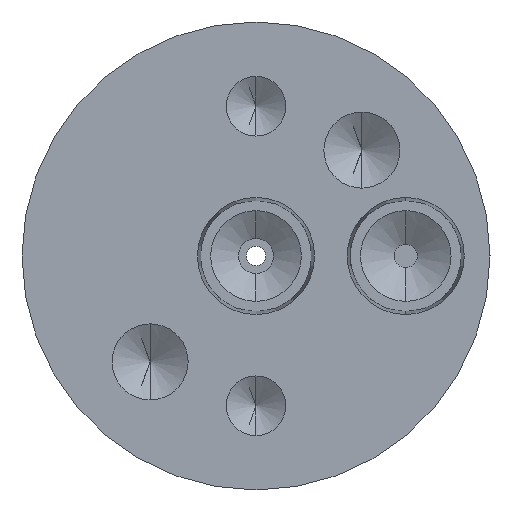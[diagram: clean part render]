
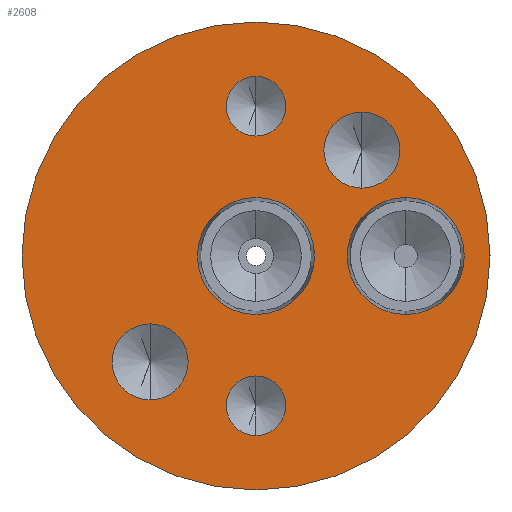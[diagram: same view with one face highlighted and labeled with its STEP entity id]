
A CAD part, front view. The second image highlights one B-rep face of the part: STEP entity #2608.
In plain terms, the highlighted planar face has unit normal (0, -1, 0).
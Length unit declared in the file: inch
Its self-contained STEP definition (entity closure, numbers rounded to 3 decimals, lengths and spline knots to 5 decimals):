
#5 = ORIENTED_EDGE ( 'NONE', *, *, #3146, .F. ) ;
#9 = DIRECTION ( 'NONE',  ( 0., 0., -1. ) ) ;
#74 = EDGE_LOOP ( 'NONE', ( #415, #2678 ) ) ;
#88 = DIRECTION ( 'NONE',  ( 0., -1., 0. ) ) ;
#138 = DIRECTION ( 'NONE',  ( 0., -1., 0. ) ) ;
#140 = ORIENTED_EDGE ( 'NONE', *, *, #1322, .F. ) ;
#147 = DIRECTION ( 'NONE',  ( 0., -1., 0. ) ) ;
#168 = CARTESIAN_POINT ( 'NONE',  ( 0.28284, -0.5, 0.18128 ) ) ;
#209 = CARTESIAN_POINT ( 'NONE',  ( 0., -0.5, 0.4 ) ) ;
#222 = EDGE_CURVE ( 'NONE', #342, #1192, #1005, .T. ) ;
#235 = EDGE_LOOP ( 'NONE', ( #2700, #1719 ) ) ;
#244 = CARTESIAN_POINT ( 'NONE',  ( 0.28284, -0.5, 0.38441 ) ) ;
#260 = VERTEX_POINT ( 'NONE', #1862 ) ;
#290 = CARTESIAN_POINT ( 'NONE',  ( 0., -0.5, 0.3205 ) ) ;
#298 = AXIS2_PLACEMENT_3D ( 'NONE', #2310, #147, #2353 ) ;
#300 = DIRECTION ( 'NONE',  ( 0., 0., -1. ) ) ;
#336 = EDGE_CURVE ( 'NONE', #2328, #2130, #1057, .T. ) ;
#342 = VERTEX_POINT ( 'NONE', #3058 ) ;
#415 = ORIENTED_EDGE ( 'NONE', *, *, #222, .F. ) ;
#439 = EDGE_CURVE ( 'NONE', #752, #260, #2748, .T. ) ;
#475 = CIRCLE ( 'NONE', #808, 0.10156 ) ;
#480 = CARTESIAN_POINT ( 'NONE',  ( 0., -0.5, -0.625 ) ) ;
#483 = ORIENTED_EDGE ( 'NONE', *, *, #3549, .F. ) ;
#500 = CIRCLE ( 'NONE', #3602, 0.0795 ) ;
#501 = CARTESIAN_POINT ( 'NONE',  ( 0., -0.5, -0.3205 ) ) ;
#527 = AXIS2_PLACEMENT_3D ( 'NONE', #1827, #3016, #300 ) ;
#544 = DIRECTION ( 'NONE',  ( 0., -1., 0. ) ) ;
#584 = FACE_BOUND ( 'NONE', #1659, .T. ) ;
#586 = ORIENTED_EDGE ( 'NONE', *, *, #2413, .F. ) ;
#715 = DIRECTION ( 'NONE',  ( 0., -1., 0. ) ) ;
#725 = VERTEX_POINT ( 'NONE', #2567 ) ;
#749 = DIRECTION ( 'NONE',  ( 0., -1., 0. ) ) ;
#752 = VERTEX_POINT ( 'NONE', #3241 ) ;
#779 = EDGE_CURVE ( 'NONE', #725, #1950, #2046, .T. ) ;
#808 = AXIS2_PLACEMENT_3D ( 'NONE', #2371, #715, #3579 ) ;
#828 = ORIENTED_EDGE ( 'NONE', *, *, #336, .F. ) ;
#845 = FACE_BOUND ( 'NONE', #235, .T. ) ;
#853 = DIRECTION ( 'NONE',  ( 0., -1., 0. ) ) ;
#885 = CARTESIAN_POINT ( 'NONE',  ( 0., -0.5, -0.4 ) ) ;
#907 = FACE_BOUND ( 'NONE', #2247, .T. ) ;
#994 = CARTESIAN_POINT ( 'NONE',  ( 0., -0.5, 0.15625 ) ) ;
#1005 = CIRCLE ( 'NONE', #298, 0.15625 ) ;
#1057 = CIRCLE ( 'NONE', #527, 0.10156 ) ;
#1096 = CARTESIAN_POINT ( 'NONE',  ( 0., -0.5, 0.625 ) ) ;
#1179 = FACE_OUTER_BOUND ( 'NONE', #3600, .T. ) ;
#1192 = VERTEX_POINT ( 'NONE', #994 ) ;
#1205 = ORIENTED_EDGE ( 'NONE', *, *, #2853, .F. ) ;
#1219 = FACE_BOUND ( 'NONE', #1263, .T. ) ;
#1263 = EDGE_LOOP ( 'NONE', ( #1907, #828 ) ) ;
#1322 = EDGE_CURVE ( 'NONE', #1950, #725, #500, .T. ) ;
#1326 = ORIENTED_EDGE ( 'NONE', *, *, #439, .F. ) ;
#1343 = CIRCLE ( 'NONE', #1809, 0.0795 ) ;
#1393 = AXIS2_PLACEMENT_3D ( 'NONE', #2091, #1774, #3003 ) ;
#1436 = CARTESIAN_POINT ( 'NONE',  ( 0., -0.5, 0. ) ) ;
#1531 = CIRCLE ( 'NONE', #1671, 0.10156 ) ;
#1570 = DIRECTION ( 'NONE',  ( 0., 0., -1. ) ) ;
#1627 = CARTESIAN_POINT ( 'NONE',  ( -0.28284, -0.5, -0.28284 ) ) ;
#1653 = AXIS2_PLACEMENT_3D ( 'NONE', #1871, #2159, #2475 ) ;
#1659 = EDGE_LOOP ( 'NONE', ( #1326, #5 ) ) ;
#1671 = AXIS2_PLACEMENT_3D ( 'NONE', #1627, #138, #2825 ) ;
#1719 = ORIENTED_EDGE ( 'NONE', *, *, #2481, .F. ) ;
#1757 = DIRECTION ( 'NONE',  ( 0., -1., 0. ) ) ;
#1765 = DIRECTION ( 'NONE',  ( 0., 0., -1. ) ) ;
#1772 = EDGE_LOOP ( 'NONE', ( #2611, #1205 ) ) ;
#1774 = DIRECTION ( 'NONE',  ( 0., -1., 0. ) ) ;
#1788 = DIRECTION ( 'NONE',  ( 0., 0., -1. ) ) ;
#1802 = DIRECTION ( 'NONE',  ( 0., 0., -1. ) ) ;
#1806 = AXIS2_PLACEMENT_3D ( 'NONE', #3649, #3342, #2451 ) ;
#1809 = AXIS2_PLACEMENT_3D ( 'NONE', #885, #3315, #2746 ) ;
#1827 = CARTESIAN_POINT ( 'NONE',  ( 0.28284, -0.5, 0.28284 ) ) ;
#1862 = CARTESIAN_POINT ( 'NONE',  ( 0.4, -0.5, 0.15625 ) ) ;
#1871 = CARTESIAN_POINT ( 'NONE',  ( 0., -0.5, 0. ) ) ;
#1905 = AXIS2_PLACEMENT_3D ( 'NONE', #2268, #749, #1963 ) ;
#1907 = ORIENTED_EDGE ( 'NONE', *, *, #3760, .F. ) ;
#1912 = AXIS2_PLACEMENT_3D ( 'NONE', #209, #2744, #1788 ) ;
#1950 = VERTEX_POINT ( 'NONE', #290 ) ;
#1963 = DIRECTION ( 'NONE',  ( 0., 0., -1. ) ) ;
#2046 = CIRCLE ( 'NONE', #1912, 0.0795 ) ;
#2075 = CARTESIAN_POINT ( 'NONE',  ( 0., -0.5, -0.4 ) ) ;
#2091 = CARTESIAN_POINT ( 'NONE',  ( -0.625, -0.5, 0. ) ) ;
#2130 = VERTEX_POINT ( 'NONE', #168 ) ;
#2159 = DIRECTION ( 'NONE',  ( 0., 1., 0. ) ) ;
#2167 = FACE_BOUND ( 'NONE', #1772, .T. ) ;
#2247 = EDGE_LOOP ( 'NONE', ( #140, #3562 ) ) ;
#2268 = CARTESIAN_POINT ( 'NONE',  ( 0.4, -0.5, 0. ) ) ;
#2310 = CARTESIAN_POINT ( 'NONE',  ( 0., -0.5, 0. ) ) ;
#2328 = VERTEX_POINT ( 'NONE', #244 ) ;
#2350 = VERTEX_POINT ( 'NONE', #2422 ) ;
#2353 = DIRECTION ( 'NONE',  ( 0., 0., -1. ) ) ;
#2371 = CARTESIAN_POINT ( 'NONE',  ( -0.28284, -0.5, -0.28284 ) ) ;
#2380 = CIRCLE ( 'NONE', #1653, 0.625 ) ;
#2393 = AXIS2_PLACEMENT_3D ( 'NONE', #2421, #853, #1765 ) ;
#2413 = EDGE_CURVE ( 'NONE', #3677, #3433, #2380, .T. ) ;
#2414 = DIRECTION ( 'NONE',  ( 0., 0., -1. ) ) ;
#2421 = CARTESIAN_POINT ( 'NONE',  ( 0.4, -0.5, 0. ) ) ;
#2422 = CARTESIAN_POINT ( 'NONE',  ( -0.28284, -0.5, -0.18128 ) ) ;
#2451 = DIRECTION ( 'NONE',  ( 0., 0., 1. ) ) ;
#2475 = DIRECTION ( 'NONE',  ( 0., 0., 1. ) ) ;
#2481 = EDGE_CURVE ( 'NONE', #2350, #2868, #475, .T. ) ;
#2485 = CARTESIAN_POINT ( 'NONE',  ( 0., -0.5, -0.4795 ) ) ;
#2567 = CARTESIAN_POINT ( 'NONE',  ( 0., -0.5, 0.4795 ) ) ;
#2576 = AXIS2_PLACEMENT_3D ( 'NONE', #1436, #544, #2414 ) ;
#2608 = ADVANCED_FACE ( 'NONE', ( #1219, #845, #907, #2167, #3882, #584, #1179 ), #3936, .T. ) ;
#2610 = EDGE_CURVE ( 'NONE', #1192, #342, #3212, .T. ) ;
#2611 = ORIENTED_EDGE ( 'NONE', *, *, #3785, .F. ) ;
#2678 = ORIENTED_EDGE ( 'NONE', *, *, #2610, .F. ) ;
#2700 = ORIENTED_EDGE ( 'NONE', *, *, #3615, .F. ) ;
#2744 = DIRECTION ( 'NONE',  ( 0., -1., 0. ) ) ;
#2746 = DIRECTION ( 'NONE',  ( 0., 0., -1. ) ) ;
#2748 = CIRCLE ( 'NONE', #1905, 0.15625 ) ;
#2825 = DIRECTION ( 'NONE',  ( 0., 0., -1. ) ) ;
#2853 = EDGE_CURVE ( 'NONE', #3437, #3483, #2893, .T. ) ;
#2868 = VERTEX_POINT ( 'NONE', #3938 ) ;
#2893 = CIRCLE ( 'NONE', #3771, 0.0795 ) ;
#2905 = AXIS2_PLACEMENT_3D ( 'NONE', #3644, #3680, #9 ) ;
#3003 = DIRECTION ( 'NONE',  ( 0., 0., -1. ) ) ;
#3016 = DIRECTION ( 'NONE',  ( 0., -1., 0. ) ) ;
#3024 = CIRCLE ( 'NONE', #2393, 0.15625 ) ;
#3058 = CARTESIAN_POINT ( 'NONE',  ( 0., -0.5, -0.15625 ) ) ;
#3146 = EDGE_CURVE ( 'NONE', #260, #752, #3024, .T. ) ;
#3154 = CIRCLE ( 'NONE', #1806, 0.625 ) ;
#3165 = CARTESIAN_POINT ( 'NONE',  ( 0., -0.5, 0.4 ) ) ;
#3212 = CIRCLE ( 'NONE', #2576, 0.15625 ) ;
#3241 = CARTESIAN_POINT ( 'NONE',  ( 0.4, -0.5, -0.15625 ) ) ;
#3281 = CIRCLE ( 'NONE', #2905, 0.10156 ) ;
#3315 = DIRECTION ( 'NONE',  ( 0., -1., 0. ) ) ;
#3342 = DIRECTION ( 'NONE',  ( 0., 1., 0. ) ) ;
#3433 = VERTEX_POINT ( 'NONE', #480 ) ;
#3437 = VERTEX_POINT ( 'NONE', #501 ) ;
#3483 = VERTEX_POINT ( 'NONE', #2485 ) ;
#3549 = EDGE_CURVE ( 'NONE', #3433, #3677, #3154, .T. ) ;
#3562 = ORIENTED_EDGE ( 'NONE', *, *, #779, .F. ) ;
#3579 = DIRECTION ( 'NONE',  ( 0., 0., -1. ) ) ;
#3600 = EDGE_LOOP ( 'NONE', ( #586, #483 ) ) ;
#3602 = AXIS2_PLACEMENT_3D ( 'NONE', #3165, #88, #1570 ) ;
#3615 = EDGE_CURVE ( 'NONE', #2868, #2350, #1531, .T. ) ;
#3644 = CARTESIAN_POINT ( 'NONE',  ( 0.28284, -0.5, 0.28284 ) ) ;
#3649 = CARTESIAN_POINT ( 'NONE',  ( 0., -0.5, 0. ) ) ;
#3677 = VERTEX_POINT ( 'NONE', #1096 ) ;
#3680 = DIRECTION ( 'NONE',  ( 0., -1., 0. ) ) ;
#3760 = EDGE_CURVE ( 'NONE', #2130, #2328, #3281, .T. ) ;
#3771 = AXIS2_PLACEMENT_3D ( 'NONE', #2075, #1757, #1802 ) ;
#3785 = EDGE_CURVE ( 'NONE', #3483, #3437, #1343, .T. ) ;
#3882 = FACE_BOUND ( 'NONE', #74, .T. ) ;
#3936 = PLANE ( 'NONE',  #1393 ) ;
#3938 = CARTESIAN_POINT ( 'NONE',  ( -0.28284, -0.5, -0.38441 ) ) ;
